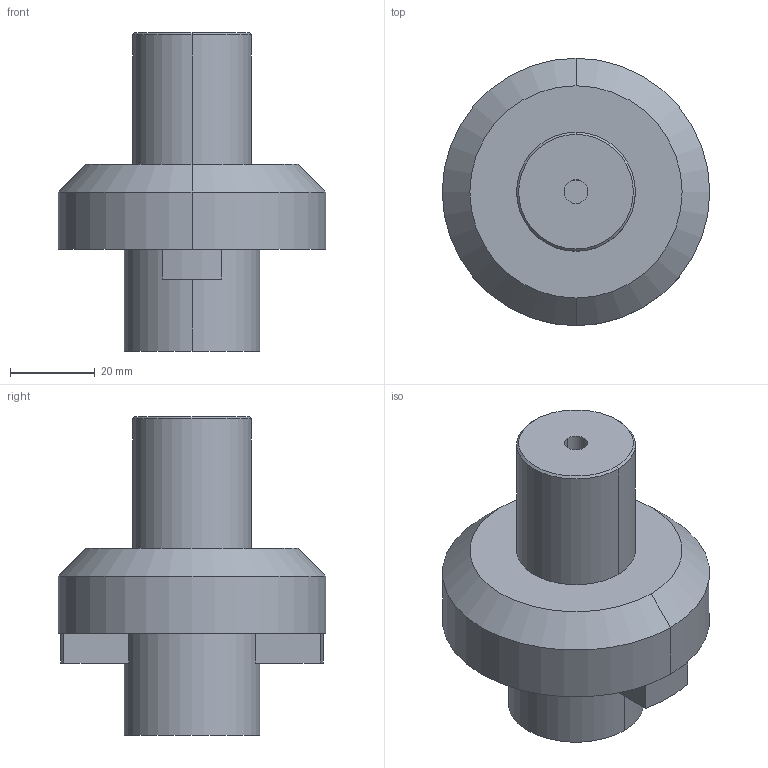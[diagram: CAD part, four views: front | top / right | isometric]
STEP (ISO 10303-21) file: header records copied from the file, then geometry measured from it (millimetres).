
FILE_DESCRIPTION((''),'2;1');
FILE_NAME('8422803297','2020-07-10T08:06:14',('thiemer'),(''),'CREO PARAMETRIC BY PTC INC, 2018400','CREO PARAMETRIC BY PTC INC, 2018400','');
FILE_SCHEMA(('AUTOMOTIVE_DESIGN { 1 0 10303 214 1 1 1 1 }'));
Length unit declared in the file: millimetre
Products named in the file (1): 8422803297
Bounding box: 63 x 63 x 75 mm (x, y, z)
Volume: 98957.1 mm3; surface area: 15870.6 mm2
Topology: 1 solids, 1 shells, 27 faces, 56 edges, 36 vertices
Faces by surface type: cylinder 12, plane 11, cone 4
Entity records: 1368 total; most frequent: DIRECTION 174, CARTESIAN_POINT 144, ORIENTED_EDGE 112, PRESENTATION_STYLE_ASSIGNMENT 79, STYLED_ITEM 79, CURVE_STYLE 78, AXIS2_PLACEMENT_3D 68, EDGE_CURVE 56
